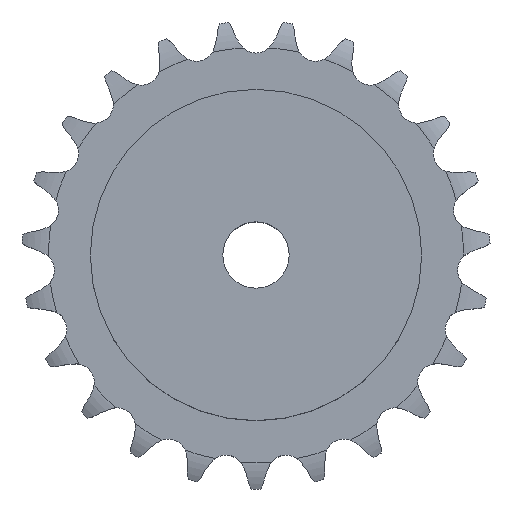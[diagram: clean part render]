
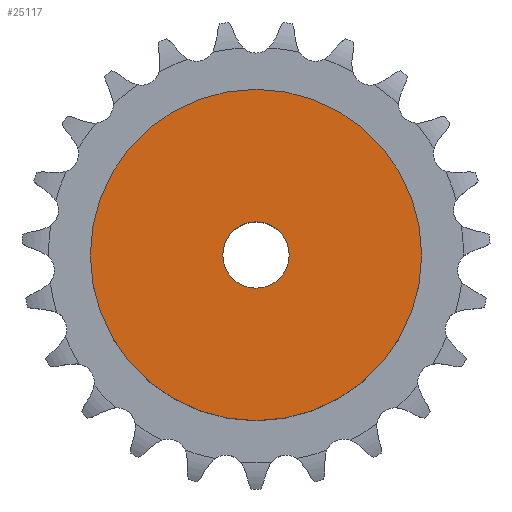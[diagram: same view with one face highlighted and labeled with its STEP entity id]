
A CAD part, top view. The second image highlights one B-rep face of the part: STEP entity #25117.
In plain terms, the highlighted planar face has unit normal (0, 0, 1).
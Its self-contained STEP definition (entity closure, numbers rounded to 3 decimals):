
#3219 = CYLINDRICAL_SURFACE('',#3220,35.);
#3220 = AXIS2_PLACEMENT_3D('',#3221,#3222,#3223);
#3221 = CARTESIAN_POINT('',(0.,0.,0.));
#3222 = DIRECTION('',(-0.,-0.,-1.));
#3223 = DIRECTION('',(1.,0.,0.));
#15982 = VERTEX_POINT('',#15983);
#15983 = CARTESIAN_POINT('',(35.,0.,28.));
#16004 = EDGE_CURVE('',#15982,#15982,#16005,.T.);
#16005 = SURFACE_CURVE('',#16006,(#16011,#16018),.PCURVE_S1.);
#16006 = CIRCLE('',#16007,35.);
#16007 = AXIS2_PLACEMENT_3D('',#16008,#16009,#16010);
#16008 = CARTESIAN_POINT('',(0.,0.,28.));
#16009 = DIRECTION('',(0.,0.,1.));
#16010 = DIRECTION('',(1.,0.,0.));
#16011 = PCURVE('',#3219,#16012);
#16012 = DEFINITIONAL_REPRESENTATION('',(#16013),#16017);
#16013 = LINE('',#16014,#16015);
#16014 = CARTESIAN_POINT('',(-0.,-28.));
#16015 = VECTOR('',#16016,1.);
#16016 = DIRECTION('',(-1.,0.));
#16017 = ( GEOMETRIC_REPRESENTATION_CONTEXT(2) 
PARAMETRIC_REPRESENTATION_CONTEXT() REPRESENTATION_CONTEXT('2D SPACE',''
  ) );
#16018 = PCURVE('',#16019,#16024);
#16019 = PLANE('',#16020);
#16020 = AXIS2_PLACEMENT_3D('',#16021,#16022,#16023);
#16021 = CARTESIAN_POINT('',(0.,0.,28.)
  );
#16022 = DIRECTION('',(0.,0.,1.));
#16023 = DIRECTION('',(1.,0.,0.));
#16024 = DEFINITIONAL_REPRESENTATION('',(#16025),#16029);
#16025 = CIRCLE('',#16026,35.);
#16026 = AXIS2_PLACEMENT_2D('',#16027,#16028);
#16027 = CARTESIAN_POINT('',(0.,0.));
#16028 = DIRECTION('',(1.,0.));
#16029 = ( GEOMETRIC_REPRESENTATION_CONTEXT(2) 
PARAMETRIC_REPRESENTATION_CONTEXT() REPRESENTATION_CONTEXT('2D SPACE',''
  ) );
#21388 = CYLINDRICAL_SURFACE('',#21389,7.);
#21389 = AXIS2_PLACEMENT_3D('',#21390,#21391,#21392);
#21390 = CARTESIAN_POINT('',(0.,0.,154.549));
#21391 = DIRECTION('',(0.,0.,1.));
#21392 = DIRECTION('',(1.,0.,0.));
#25117 = ADVANCED_FACE('',(#25118,#25121),#16019,.T.);
#25118 = FACE_BOUND('',#25119,.T.);
#25119 = EDGE_LOOP('',(#25120));
#25120 = ORIENTED_EDGE('',*,*,#16004,.T.);
#25121 = FACE_BOUND('',#25122,.T.);
#25122 = EDGE_LOOP('',(#25123));
#25123 = ORIENTED_EDGE('',*,*,#25124,.F.);
#25124 = EDGE_CURVE('',#25125,#25125,#25127,.T.);
#25125 = VERTEX_POINT('',#25126);
#25126 = CARTESIAN_POINT('',(7.,0.,28.));
#25127 = SURFACE_CURVE('',#25128,(#25133,#25140),.PCURVE_S1.);
#25128 = CIRCLE('',#25129,7.);
#25129 = AXIS2_PLACEMENT_3D('',#25130,#25131,#25132);
#25130 = CARTESIAN_POINT('',(0.,0.,28.));
#25131 = DIRECTION('',(0.,0.,1.));
#25132 = DIRECTION('',(1.,0.,0.));
#25133 = PCURVE('',#16019,#25134);
#25134 = DEFINITIONAL_REPRESENTATION('',(#25135),#25139);
#25135 = CIRCLE('',#25136,7.);
#25136 = AXIS2_PLACEMENT_2D('',#25137,#25138);
#25137 = CARTESIAN_POINT('',(0.,0.));
#25138 = DIRECTION('',(1.,0.));
#25139 = ( GEOMETRIC_REPRESENTATION_CONTEXT(2) 
PARAMETRIC_REPRESENTATION_CONTEXT() REPRESENTATION_CONTEXT('2D SPACE',''
  ) );
#25140 = PCURVE('',#21388,#25141);
#25141 = DEFINITIONAL_REPRESENTATION('',(#25142),#25146);
#25142 = LINE('',#25143,#25144);
#25143 = CARTESIAN_POINT('',(0.,-126.549));
#25144 = VECTOR('',#25145,1.);
#25145 = DIRECTION('',(1.,0.));
#25146 = ( GEOMETRIC_REPRESENTATION_CONTEXT(2) 
PARAMETRIC_REPRESENTATION_CONTEXT() REPRESENTATION_CONTEXT('2D SPACE',''
  ) );
